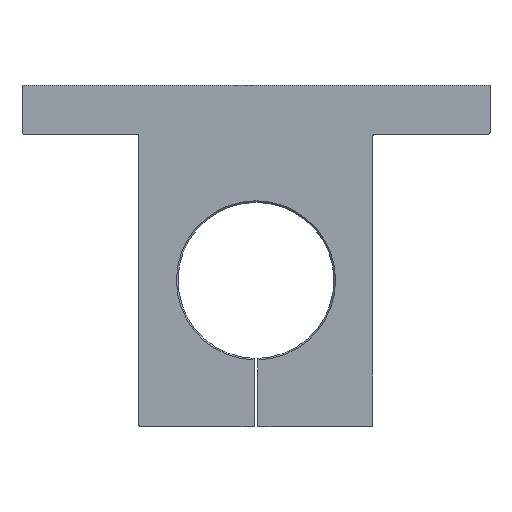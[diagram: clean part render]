
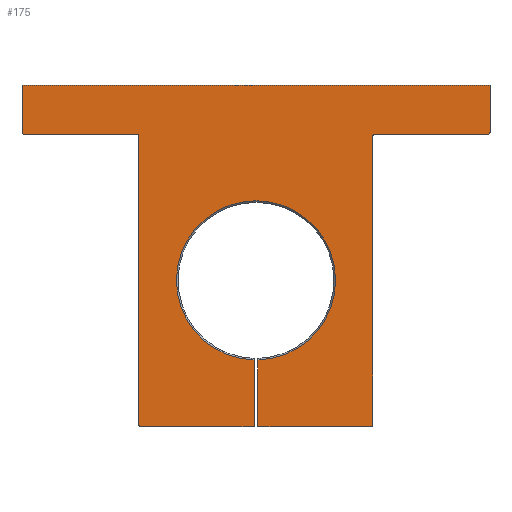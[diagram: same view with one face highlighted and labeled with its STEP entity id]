
A CAD part, front view. The second image highlights one B-rep face of the part: STEP entity #175.
In plain terms, the highlighted planar face has unit normal (0, -1, 0).
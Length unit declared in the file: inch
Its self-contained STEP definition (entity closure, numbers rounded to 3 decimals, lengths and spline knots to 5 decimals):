
#1 = CARTESIAN_POINT ( 'NONE',  ( -0.025, 0., -3.51969 ) ) ;
#2 = CARTESIAN_POINT ( 'NONE',  ( -1.52, 0., -0.625 ) ) ;
#14 = VECTOR ( 'NONE', #168, 39.37008 ) ;
#17 = AXIS2_PLACEMENT_3D ( 'NONE', #1066, #130, #497 ) ;
#27 = EDGE_CURVE ( 'NONE', #994, #1084, #921, .T. ) ;
#34 = DIRECTION ( 'NONE',  ( 0., 1., 0. ) ) ;
#41 = CARTESIAN_POINT ( 'NONE',  ( -1.5, 0., -0.645 ) ) ;
#49 = VECTOR ( 'NONE', #374, 39.37008 ) ;
#52 = AXIS2_PLACEMENT_3D ( 'NONE', #447, #1022, #642 ) ;
#53 = CARTESIAN_POINT ( 'NONE',  ( -1.48, 0., -4.375 ) ) ;
#66 = ORIENTED_EDGE ( 'NONE', *, *, #371, .F. ) ;
#81 = CARTESIAN_POINT ( 'NONE',  ( 1.52, 0., -0.625 ) ) ;
#97 = ORIENTED_EDGE ( 'NONE', *, *, #99, .F. ) ;
#99 = EDGE_CURVE ( 'NONE', #939, #773, #878, .T. ) ;
#100 = CARTESIAN_POINT ( 'NONE',  ( 0.025, 0., -4.375 ) ) ;
#111 = ORIENTED_EDGE ( 'NONE', *, *, #781, .F. ) ;
#128 = CARTESIAN_POINT ( 'NONE',  ( 3., 0., -0.605 ) ) ;
#129 = DIRECTION ( 'NONE',  ( 0., 0., -1. ) ) ;
#130 = DIRECTION ( 'NONE',  ( 0., 1., 0. ) ) ;
#140 = CARTESIAN_POINT ( 'NONE',  ( -1.48, 0., -4.355 ) ) ;
#154 = CARTESIAN_POINT ( 'NONE',  ( 2.98, 0., -0.625 ) ) ;
#168 = DIRECTION ( 'NONE',  ( 0., 0., -1. ) ) ;
#169 = AXIS2_PLACEMENT_3D ( 'NONE', #140, #34, #228 ) ;
#175 = ADVANCED_FACE ( 'NONE', ( #1053 ), #216, .T. ) ;
#202 = VECTOR ( 'NONE', #609, 39.37008 ) ;
#213 = ORIENTED_EDGE ( 'NONE', *, *, #325, .T. ) ;
#216 = PLANE ( 'NONE',  #451 ) ;
#225 = EDGE_CURVE ( 'NONE', #622, #1124, #625, .T. ) ;
#228 = DIRECTION ( 'NONE',  ( 0., 0., 1. ) ) ;
#242 = AXIS2_PLACEMENT_3D ( 'NONE', #670, #680, #292 ) ;
#246 = ORIENTED_EDGE ( 'NONE', *, *, #819, .F. ) ;
#247 = LINE ( 'NONE', #53, #633 ) ;
#264 = VERTEX_POINT ( 'NONE', #480 ) ;
#275 = CARTESIAN_POINT ( 'NONE',  ( 1.52, 0., -0.625 ) ) ;
#279 = CARTESIAN_POINT ( 'NONE',  ( 0.025, 0., 0.00004 ) ) ;
#284 = CARTESIAN_POINT ( 'NONE',  ( 3., 0., 0. ) ) ;
#292 = DIRECTION ( 'NONE',  ( 0., 0., -1. ) ) ;
#294 = EDGE_CURVE ( 'NONE', #1084, #264, #1040, .T. ) ;
#309 = DIRECTION ( 'NONE',  ( 0., -1., 0. ) ) ;
#312 = CARTESIAN_POINT ( 'NONE',  ( -1.48, 0., -4.375 ) ) ;
#316 = ORIENTED_EDGE ( 'NONE', *, *, #510, .F. ) ;
#321 = DIRECTION ( 'NONE',  ( -1., 0., 0. ) ) ;
#325 = EDGE_CURVE ( 'NONE', #904, #686, #461, .T. ) ;
#337 = VECTOR ( 'NONE', #923, 39.37008 ) ;
#343 = CARTESIAN_POINT ( 'NONE',  ( -0.025, 0., 0.00004 ) ) ;
#351 = CARTESIAN_POINT ( 'NONE',  ( -1.5, 0., -0.645 ) ) ;
#353 = DIRECTION ( 'NONE',  ( 0., 0., 1. ) ) ;
#364 = ORIENTED_EDGE ( 'NONE', *, *, #659, .F. ) ;
#369 = CARTESIAN_POINT ( 'NONE',  ( -0.025, 0., -4.375 ) ) ;
#371 = EDGE_CURVE ( 'NONE', #1037, #613, #955, .T. ) ;
#374 = DIRECTION ( 'NONE',  ( -1., 0., 0. ) ) ;
#377 = VECTOR ( 'NONE', #321, 39.37008 ) ;
#378 = CARTESIAN_POINT ( 'NONE',  ( 3., 0., -0.605 ) ) ;
#400 = AXIS2_PLACEMENT_3D ( 'NONE', #1014, #450, #1194 ) ;
#426 = LINE ( 'NONE', #343, #516 ) ;
#447 = CARTESIAN_POINT ( 'NONE',  ( -1.52, 0., -0.645 ) ) ;
#450 = DIRECTION ( 'NONE',  ( 0., -1., 0. ) ) ;
#451 = AXIS2_PLACEMENT_3D ( 'NONE', #596, #309, #129 ) ;
#452 = CIRCLE ( 'NONE', #52, 0.02 ) ;
#453 = CARTESIAN_POINT ( 'NONE',  ( 1.48, 0., -4.375 ) ) ;
#461 = LINE ( 'NONE', #279, #1147 ) ;
#462 = VERTEX_POINT ( 'NONE', #154 ) ;
#463 = CARTESIAN_POINT ( 'NONE',  ( -1.52, 0., -0.625 ) ) ;
#466 = DIRECTION ( 'NONE',  ( 0., 0., -1. ) ) ;
#471 = DIRECTION ( 'NONE',  ( 1., 0., 0. ) ) ;
#473 = EDGE_CURVE ( 'NONE', #703, #686, #247, .T. ) ;
#480 = CARTESIAN_POINT ( 'NONE',  ( -3., 0., -0.605 ) ) ;
#488 = EDGE_CURVE ( 'NONE', #666, #939, #426, .T. ) ;
#497 = DIRECTION ( 'NONE',  ( 0., 0., -1. ) ) ;
#498 = CIRCLE ( 'NONE', #400, 0.02 ) ;
#510 = EDGE_CURVE ( 'NONE', #851, #863, #995, .T. ) ;
#516 = VECTOR ( 'NONE', #898, 39.37008 ) ;
#535 = CARTESIAN_POINT ( 'NONE',  ( 1.5, 0., -4.355 ) ) ;
#546 = CARTESIAN_POINT ( 'NONE',  ( 0.025, 0., -3.51969 ) ) ;
#548 = LINE ( 'NONE', #284, #865 ) ;
#553 = ORIENTED_EDGE ( 'NONE', *, *, #488, .F. ) ;
#569 = ORIENTED_EDGE ( 'NONE', *, *, #834, .F. ) ;
#596 = CARTESIAN_POINT ( 'NONE',  ( -2.98, 0., -0.605 ) ) ;
#609 = DIRECTION ( 'NONE',  ( 0., 0., -1. ) ) ;
#613 = VERTEX_POINT ( 'NONE', #378 ) ;
#617 = ORIENTED_EDGE ( 'NONE', *, *, #1034, .F. ) ;
#622 = VERTEX_POINT ( 'NONE', #937 ) ;
#623 = ORIENTED_EDGE ( 'NONE', *, *, #906, .F. ) ;
#625 = LINE ( 'NONE', #351, #1163 ) ;
#630 = DIRECTION ( 'NONE',  ( -1., 0., 0. ) ) ;
#632 = LINE ( 'NONE', #974, #1020 ) ;
#633 = VECTOR ( 'NONE', #630, 39.37008 ) ;
#642 = DIRECTION ( 'NONE',  ( 0., 0., 1. ) ) ;
#645 = CARTESIAN_POINT ( 'NONE',  ( 0., 0., -2.5 ) ) ;
#659 = EDGE_CURVE ( 'NONE', #1124, #994, #452, .T. ) ;
#666 = VERTEX_POINT ( 'NONE', #1 ) ;
#670 = CARTESIAN_POINT ( 'NONE',  ( 2.98, 0., -0.605 ) ) ;
#678 = CIRCLE ( 'NONE', #1002, 1.02 ) ;
#680 = DIRECTION ( 'NONE',  ( 0., 1., 0. ) ) ;
#683 = EDGE_CURVE ( 'NONE', #1170, #1037, #548, .T. ) ;
#686 = VERTEX_POINT ( 'NONE', #100 ) ;
#701 = CARTESIAN_POINT ( 'NONE',  ( -1.48, 0., -4.375 ) ) ;
#702 = CARTESIAN_POINT ( 'NONE',  ( -3., 0., 0. ) ) ;
#703 = VERTEX_POINT ( 'NONE', #453 ) ;
#710 = ORIENTED_EDGE ( 'NONE', *, *, #225, .F. ) ;
#717 = ORIENTED_EDGE ( 'NONE', *, *, #893, .T. ) ;
#720 = CARTESIAN_POINT ( 'NONE',  ( 1.5, 0., -0.645 ) ) ;
#721 = ORIENTED_EDGE ( 'NONE', *, *, #27, .F. ) ;
#725 = CARTESIAN_POINT ( 'NONE',  ( 1.5, 0., -4.355 ) ) ;
#735 = EDGE_LOOP ( 'NONE', ( #553, #717, #213, #1188, #825, #316, #623, #246, #617, #66, #857, #569, #737, #721, #364, #710, #111, #97 ) ) ;
#737 = ORIENTED_EDGE ( 'NONE', *, *, #294, .F. ) ;
#742 = DIRECTION ( 'NONE',  ( 0., 1., 0. ) ) ;
#773 = VERTEX_POINT ( 'NONE', #312 ) ;
#781 = EDGE_CURVE ( 'NONE', #773, #622, #1096, .T. ) ;
#819 = EDGE_CURVE ( 'NONE', #462, #1088, #826, .T. ) ;
#825 = ORIENTED_EDGE ( 'NONE', *, *, #1138, .F. ) ;
#826 = LINE ( 'NONE', #81, #337 ) ;
#834 = EDGE_CURVE ( 'NONE', #264, #1170, #632, .T. ) ;
#851 = VERTEX_POINT ( 'NONE', #720 ) ;
#857 = ORIENTED_EDGE ( 'NONE', *, *, #683, .F. ) ;
#863 = VERTEX_POINT ( 'NONE', #725 ) ;
#865 = VECTOR ( 'NONE', #471, 39.37008 ) ;
#878 = LINE ( 'NONE', #701, #377 ) ;
#893 = EDGE_CURVE ( 'NONE', #666, #904, #678, .T. ) ;
#898 = DIRECTION ( 'NONE',  ( 0., 0., -1. ) ) ;
#903 = CIRCLE ( 'NONE', #242, 0.02 ) ;
#904 = VERTEX_POINT ( 'NONE', #546 ) ;
#906 = EDGE_CURVE ( 'NONE', #1088, #851, #498, .T. ) ;
#921 = LINE ( 'NONE', #2, #49 ) ;
#923 = DIRECTION ( 'NONE',  ( -1., 0., 0. ) ) ;
#937 = CARTESIAN_POINT ( 'NONE',  ( -1.5, 0., -4.355 ) ) ;
#939 = VERTEX_POINT ( 'NONE', #369 ) ;
#946 = CARTESIAN_POINT ( 'NONE',  ( -2.98, 0., -0.605 ) ) ;
#953 = CARTESIAN_POINT ( 'NONE',  ( 3., 0., 0. ) ) ;
#955 = LINE ( 'NONE', #128, #202 ) ;
#974 = CARTESIAN_POINT ( 'NONE',  ( -3., 0., 0. ) ) ;
#994 = VERTEX_POINT ( 'NONE', #463 ) ;
#995 = LINE ( 'NONE', #535, #14 ) ;
#1002 = AXIS2_PLACEMENT_3D ( 'NONE', #645, #1085, #1171 ) ;
#1006 = DIRECTION ( 'NONE',  ( 0., 0., 1. ) ) ;
#1014 = CARTESIAN_POINT ( 'NONE',  ( 1.52, 0., -0.645 ) ) ;
#1018 = CARTESIAN_POINT ( 'NONE',  ( -2.98, 0., -0.625 ) ) ;
#1020 = VECTOR ( 'NONE', #353, 39.37008 ) ;
#1021 = CIRCLE ( 'NONE', #17, 0.02 ) ;
#1022 = DIRECTION ( 'NONE',  ( 0., -1., 0. ) ) ;
#1024 = DIRECTION ( 'NONE',  ( 0., 0., -1. ) ) ;
#1034 = EDGE_CURVE ( 'NONE', #613, #462, #903, .T. ) ;
#1037 = VERTEX_POINT ( 'NONE', #953 ) ;
#1040 = CIRCLE ( 'NONE', #1062, 0.02 ) ;
#1053 = FACE_OUTER_BOUND ( 'NONE', #735, .T. ) ;
#1062 = AXIS2_PLACEMENT_3D ( 'NONE', #946, #742, #1024 ) ;
#1066 = CARTESIAN_POINT ( 'NONE',  ( 1.48, 0., -4.355 ) ) ;
#1084 = VERTEX_POINT ( 'NONE', #1018 ) ;
#1085 = DIRECTION ( 'NONE',  ( 0., 1., 0. ) ) ;
#1088 = VERTEX_POINT ( 'NONE', #275 ) ;
#1096 = CIRCLE ( 'NONE', #169, 0.02 ) ;
#1124 = VERTEX_POINT ( 'NONE', #41 ) ;
#1138 = EDGE_CURVE ( 'NONE', #863, #703, #1021, .T. ) ;
#1147 = VECTOR ( 'NONE', #466, 39.37008 ) ;
#1163 = VECTOR ( 'NONE', #1006, 39.37008 ) ;
#1170 = VERTEX_POINT ( 'NONE', #702 ) ;
#1171 = DIRECTION ( 'NONE',  ( 0., 0., -1. ) ) ;
#1188 = ORIENTED_EDGE ( 'NONE', *, *, #473, .F. ) ;
#1194 = DIRECTION ( 'NONE',  ( 0., 0., 1. ) ) ;
